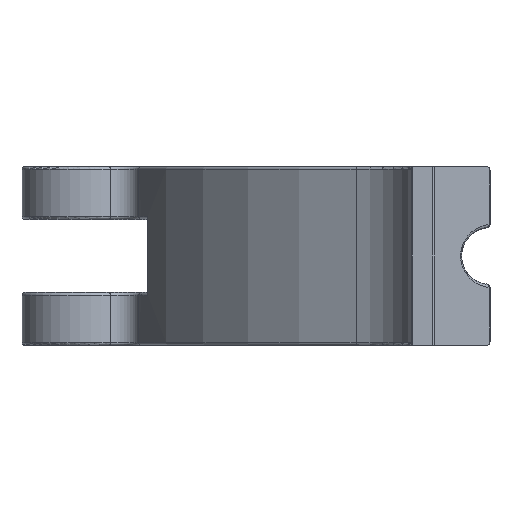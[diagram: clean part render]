
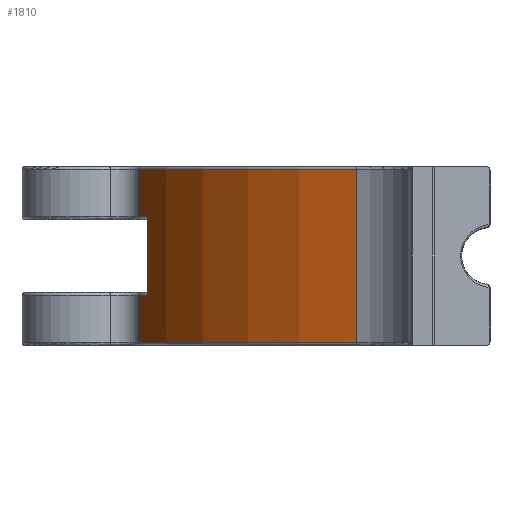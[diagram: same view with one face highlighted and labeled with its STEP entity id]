
A CAD part, front view. The second image highlights one B-rep face of the part: STEP entity #1810.
In plain terms, the highlighted cylindrical face has radius 47 mm (diameter 94 mm), a partial arc.
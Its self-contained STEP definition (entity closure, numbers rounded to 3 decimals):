
#95 = VECTOR ( 'NONE', #4208, 1000. ) ;
#157 = CARTESIAN_POINT ( 'NONE',  ( -42.725, -19.585, 6.246 ) ) ;
#225 = CARTESIAN_POINT ( 'NONE',  ( -42.743, -19.545, 6.1 ) ) ;
#291 = CYLINDRICAL_SURFACE ( 'NONE', #1858, 47. ) ;
#329 = CARTESIAN_POINT ( 'NONE',  ( -42.725, -19.585, 15.754 ) ) ;
#342 = VERTEX_POINT ( 'NONE', #6786 ) ;
#406 = CARTESIAN_POINT ( 'NONE',  ( -42.725, -19.585, 22. ) ) ;
#482 = LINE ( 'NONE', #5099, #6341 ) ;
#647 = ORIENTED_EDGE ( 'NONE', *, *, #1262, .T. ) ;
#677 = VERTEX_POINT ( 'NONE', #2561 ) ;
#975 = CARTESIAN_POINT ( 'NONE',  ( -42.725, -19.585, 6.246 ) ) ;
#1134 = LINE ( 'NONE', #4241, #95 ) ;
#1183 = CARTESIAN_POINT ( 'NONE',  ( -42.725, -19.585, 6.194 ) ) ;
#1262 = EDGE_CURVE ( 'NONE', #2501, #3033, #3538, .T. ) ;
#1353 = VERTEX_POINT ( 'NONE', #6580 ) ;
#1454 = CARTESIAN_POINT ( 'NONE',  ( -17.017, -43.811, 22. ) ) ;
#1483 = CARTESIAN_POINT ( 'NONE',  ( 0., 0., 21.7 ) ) ;
#1554 = ORIENTED_EDGE ( 'NONE', *, *, #4654, .T. ) ;
#1597 = EDGE_CURVE ( 'NONE', #1353, #3033, #2562, .T. ) ;
#1663 = CARTESIAN_POINT ( 'NONE',  ( -43.839, -16.946, 0.3 ) ) ;
#1737 = VERTEX_POINT ( 'NONE', #225 ) ;
#1746 = CARTESIAN_POINT ( 'NONE',  ( 0., 0., 0.3 ) ) ;
#1788 = DIRECTION ( 'NONE',  ( -1., 0., 0. ) ) ;
#1810 = ADVANCED_FACE ( 'NONE', ( #5503 ), #291, .T. ) ;
#1858 = AXIS2_PLACEMENT_3D ( 'NONE', #5560, #4421, #1788 ) ;
#1873 = CARTESIAN_POINT ( 'NONE',  ( -43.839, -16.946, 21.7 ) ) ;
#1930 = DIRECTION ( 'NONE',  ( 0., 0., -1. ) ) ;
#1935 = AXIS2_PLACEMENT_3D ( 'NONE', #3901, #4935, #6101 ) ;
#2054 = DIRECTION ( 'NONE',  ( 0., 0., -1. ) ) ;
#2126 = ORIENTED_EDGE ( 'NONE', *, *, #6655, .T. ) ;
#2224 = ORIENTED_EDGE ( 'NONE', *, *, #1597, .F. ) ;
#2309 = VERTEX_POINT ( 'NONE', #3648 ) ;
#2343 = CARTESIAN_POINT ( 'NONE',  ( -42.743, -19.545, 15.9 ) ) ;
#2385 = VECTOR ( 'NONE', #3118, 1000. ) ;
#2458 = ORIENTED_EDGE ( 'NONE', *, *, #2918, .T. ) ;
#2501 = VERTEX_POINT ( 'NONE', #1663 ) ;
#2543 = AXIS2_PLACEMENT_3D ( 'NONE', #1746, #5033, #5552 ) ;
#2561 = CARTESIAN_POINT ( 'NONE',  ( -42.725, -19.585, 15.754 ) ) ;
#2562 = LINE ( 'NONE', #1454, #6797 ) ;
#2805 = B_SPLINE_CURVE_WITH_KNOTS ( 'NONE', 3,
 ( #2343, #3459, #6551, #329 ),
 .UNSPECIFIED., .F., .F.,
 ( 4, 4 ),
 ( 0., 0. ),
 .UNSPECIFIED. ) ;
#2806 = ORIENTED_EDGE ( 'NONE', *, *, #3025, .T. ) ;
#2873 = ORIENTED_EDGE ( 'NONE', *, *, #3192, .T. ) ;
#2918 = EDGE_CURVE ( 'NONE', #342, #677, #2805, .T. ) ;
#2932 = AXIS2_PLACEMENT_3D ( 'NONE', #1483, #6790, #5706 ) ;
#3025 = EDGE_CURVE ( 'NONE', #1353, #3665, #5915, .T. ) ;
#3033 = VERTEX_POINT ( 'NONE', #4591 ) ;
#3063 = VERTEX_POINT ( 'NONE', #975 ) ;
#3118 = DIRECTION ( 'NONE',  ( 0., 0., -1. ) ) ;
#3149 = AXIS2_PLACEMENT_3D ( 'NONE', #4083, #5166, #3291 ) ;
#3192 = EDGE_CURVE ( 'NONE', #2309, #2501, #1134, .T. ) ;
#3291 = DIRECTION ( 'NONE',  ( -1., 0., 0. ) ) ;
#3325 = CARTESIAN_POINT ( 'NONE',  ( -42.743, -19.545, 6.1 ) ) ;
#3459 = CARTESIAN_POINT ( 'NONE',  ( -42.731, -19.572, 15.857 ) ) ;
#3538 = CIRCLE ( 'NONE', #2543, 47. ) ;
#3648 = CARTESIAN_POINT ( 'NONE',  ( -43.839, -16.946, 6.1 ) ) ;
#3665 = VERTEX_POINT ( 'NONE', #1873 ) ;
#3713 = LINE ( 'NONE', #406, #2385 ) ;
#3867 = B_SPLINE_CURVE_WITH_KNOTS ( 'NONE', 3,
 ( #157, #1183, #4321, #3325 ),
 .UNSPECIFIED., .F., .F.,
 ( 4, 4 ),
 ( 0., 0. ),
 .UNSPECIFIED. ) ;
#3901 = CARTESIAN_POINT ( 'NONE',  ( 0., 0., 15.9 ) ) ;
#3921 = ORIENTED_EDGE ( 'NONE', *, *, #4533, .T. ) ;
#3928 = EDGE_CURVE ( 'NONE', #1737, #2309, #4471, .T. ) ;
#3987 = EDGE_CURVE ( 'NONE', #3063, #1737, #3867, .T. ) ;
#4035 = CARTESIAN_POINT ( 'NONE',  ( -43.839, -16.946, 15.9 ) ) ;
#4083 = CARTESIAN_POINT ( 'NONE',  ( 0., 0., 6.1 ) ) ;
#4208 = DIRECTION ( 'NONE',  ( 0., 0., -1. ) ) ;
#4241 = CARTESIAN_POINT ( 'NONE',  ( -43.839, -16.946, 22. ) ) ;
#4321 = CARTESIAN_POINT ( 'NONE',  ( -42.731, -19.572, 6.142 ) ) ;
#4421 = DIRECTION ( 'NONE',  ( 0., 0., -1. ) ) ;
#4434 = ORIENTED_EDGE ( 'NONE', *, *, #3987, .T. ) ;
#4471 = CIRCLE ( 'NONE', #3149, 47. ) ;
#4533 = EDGE_CURVE ( 'NONE', #4631, #342, #6562, .T. ) ;
#4591 = CARTESIAN_POINT ( 'NONE',  ( -17.017, -43.811, 0.3 ) ) ;
#4631 = VERTEX_POINT ( 'NONE', #4035 ) ;
#4654 = EDGE_CURVE ( 'NONE', #3665, #4631, #482, .T. ) ;
#4935 = DIRECTION ( 'NONE',  ( 0., 0., 1. ) ) ;
#5033 = DIRECTION ( 'NONE',  ( 0., 0., 1. ) ) ;
#5099 = CARTESIAN_POINT ( 'NONE',  ( -43.839, -16.946, 22. ) ) ;
#5166 = DIRECTION ( 'NONE',  ( 0., 0., -1. ) ) ;
#5503 = FACE_OUTER_BOUND ( 'NONE', #6263, .T. ) ;
#5552 = DIRECTION ( 'NONE',  ( 1., 0., 0. ) ) ;
#5560 = CARTESIAN_POINT ( 'NONE',  ( 0., 0., 22. ) ) ;
#5706 = DIRECTION ( 'NONE',  ( 1., 0., 0. ) ) ;
#5915 = CIRCLE ( 'NONE', #2932, 47. ) ;
#6101 = DIRECTION ( 'NONE',  ( 1., 0., 0. ) ) ;
#6263 = EDGE_LOOP ( 'NONE', ( #2873, #647, #2224, #2806, #1554, #3921, #2458, #2126, #4434, #6335 ) ) ;
#6335 = ORIENTED_EDGE ( 'NONE', *, *, #3928, .T. ) ;
#6341 = VECTOR ( 'NONE', #2054, 1000. ) ;
#6551 = CARTESIAN_POINT ( 'NONE',  ( -42.725, -19.585, 15.806 ) ) ;
#6562 = CIRCLE ( 'NONE', #1935, 47. ) ;
#6580 = CARTESIAN_POINT ( 'NONE',  ( -17.017, -43.811, 21.7 ) ) ;
#6655 = EDGE_CURVE ( 'NONE', #677, #3063, #3713, .T. ) ;
#6786 = CARTESIAN_POINT ( 'NONE',  ( -42.743, -19.545, 15.9 ) ) ;
#6790 = DIRECTION ( 'NONE',  ( 0., 0., -1. ) ) ;
#6797 = VECTOR ( 'NONE', #1930, 1000. ) ;
